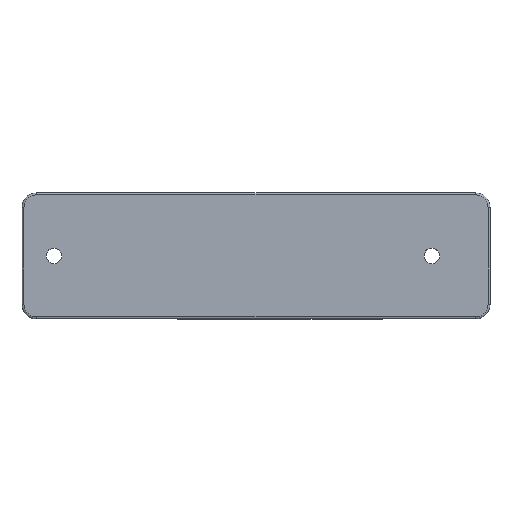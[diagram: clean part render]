
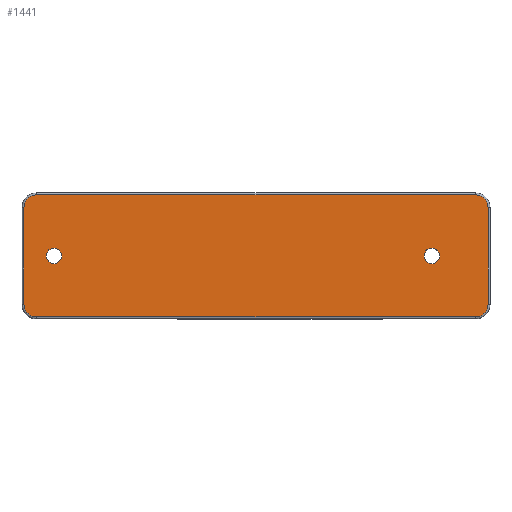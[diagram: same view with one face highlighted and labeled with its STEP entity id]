
A CAD part, top view. The second image highlights one B-rep face of the part: STEP entity #1441.
In plain terms, the highlighted planar face has unit normal (0, 0, 1).
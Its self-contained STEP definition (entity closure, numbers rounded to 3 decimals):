
#21=FACE_BOUND('',#544,.T.);
#22=FACE_BOUND('',#545,.T.);
#44=PLANE('',#1601);
#191=LINE('',#2567,#320);
#192=LINE('',#2576,#321);
#194=LINE('',#2588,#323);
#195=LINE('',#2597,#324);
#320=VECTOR('',#1920,10.);
#321=VECTOR('',#1933,10.);
#323=VECTOR('',#1947,10.);
#324=VECTOR('',#1960,10.);
#453=FACE_OUTER_BOUND('',#543,.T.);
#543=EDGE_LOOP('',(#1236,#1237,#1238,#1239,#1240,#1241,#1242,#1243));
#544=EDGE_LOOP('',(#1244));
#545=EDGE_LOOP('',(#1245));
#609=CIRCLE('',#1582,2.6);
#613=CIRCLE('',#1588,2.6);
#617=CIRCLE('',#1594,2.6);
#619=CIRCLE('',#1598,2.6);
#621=CIRCLE('',#1602,1.6);
#622=CIRCLE('',#1603,1.6);
#722=VERTEX_POINT('',#2564);
#723=VERTEX_POINT('',#2566);
#724=VERTEX_POINT('',#2570);
#725=VERTEX_POINT('',#2574);
#726=VERTEX_POINT('',#2578);
#728=VERTEX_POINT('',#2584);
#730=VERTEX_POINT('',#2590);
#731=VERTEX_POINT('',#2595);
#733=VERTEX_POINT('',#2605);
#734=VERTEX_POINT('',#2607);
#898=EDGE_CURVE('',#722,#723,#191,.T.);
#901=EDGE_CURVE('',#723,#724,#609,.T.);
#903=EDGE_CURVE('',#724,#725,#192,.T.);
#906=EDGE_CURVE('',#725,#726,#613,.T.);
#909=EDGE_CURVE('',#726,#728,#194,.T.);
#912=EDGE_CURVE('',#728,#730,#617,.T.);
#914=EDGE_CURVE('',#730,#731,#195,.T.);
#915=EDGE_CURVE('',#731,#722,#619,.T.);
#918=EDGE_CURVE('',#733,#733,#621,.T.);
#919=EDGE_CURVE('',#734,#734,#622,.T.);
#1236=ORIENTED_EDGE('',*,*,#898,.F.);
#1237=ORIENTED_EDGE('',*,*,#915,.F.);
#1238=ORIENTED_EDGE('',*,*,#914,.F.);
#1239=ORIENTED_EDGE('',*,*,#912,.F.);
#1240=ORIENTED_EDGE('',*,*,#909,.F.);
#1241=ORIENTED_EDGE('',*,*,#906,.F.);
#1242=ORIENTED_EDGE('',*,*,#903,.F.);
#1243=ORIENTED_EDGE('',*,*,#901,.F.);
#1244=ORIENTED_EDGE('',*,*,#918,.T.);
#1245=ORIENTED_EDGE('',*,*,#919,.T.);
#1441=ADVANCED_FACE('',(#453,#21,#22),#44,.T.);
#1582=AXIS2_PLACEMENT_3D('',#2572,#1927,#1928);
#1588=AXIS2_PLACEMENT_3D('',#2582,#1940,#1941);
#1594=AXIS2_PLACEMENT_3D('',#2593,#1954,#1955);
#1598=AXIS2_PLACEMENT_3D('',#2599,#1963,#1964);
#1601=AXIS2_PLACEMENT_3D('',#2604,#1970,#1971);
#1602=AXIS2_PLACEMENT_3D('',#2606,#1972,#1973);
#1603=AXIS2_PLACEMENT_3D('',#2608,#1974,#1975);
#1920=DIRECTION('',(0.,1.,0.));
#1927=DIRECTION('center_axis',(0.,0.,-1.));
#1928=DIRECTION('ref_axis',(-0.707,0.707,0.));
#1933=DIRECTION('',(1.,0.,0.));
#1940=DIRECTION('center_axis',(0.,0.,-1.));
#1941=DIRECTION('ref_axis',(0.707,0.707,0.));
#1947=DIRECTION('',(0.,-1.,0.));
#1954=DIRECTION('center_axis',(0.,0.,-1.));
#1955=DIRECTION('ref_axis',(0.707,-0.707,0.));
#1960=DIRECTION('',(-1.,0.,0.));
#1963=DIRECTION('center_axis',(0.,0.,-1.));
#1964=DIRECTION('ref_axis',(-0.707,-0.707,0.));
#1970=DIRECTION('center_axis',(0.,0.,1.));
#1971=DIRECTION('ref_axis',(1.,0.,0.));
#1972=DIRECTION('center_axis',(0.,0.,-1.));
#1973=DIRECTION('ref_axis',(1.,0.,0.));
#1974=DIRECTION('center_axis',(0.,0.,-1.));
#1975=DIRECTION('ref_axis',(1.,0.,0.));
#2564=CARTESIAN_POINT('',(-46.006,-68.384,0.));
#2566=CARTESIAN_POINT('',(-46.006,-48.384,0.));
#2567=CARTESIAN_POINT('',(-46.006,-64.884,0.));
#2570=CARTESIAN_POINT('',(-43.406,-45.784,0.));
#2572=CARTESIAN_POINT('Origin',(-43.406,-48.384,0.));
#2574=CARTESIAN_POINT('',(47.194,-45.784,0.));
#2576=CARTESIAN_POINT('',(-24.556,-45.784,0.));
#2578=CARTESIAN_POINT('',(49.794,-48.384,0.));
#2582=CARTESIAN_POINT('Origin',(47.194,-48.384,0.));
#2584=CARTESIAN_POINT('',(49.794,-68.384,0.));
#2588=CARTESIAN_POINT('',(49.794,-51.884,0.));
#2590=CARTESIAN_POINT('',(47.194,-70.984,0.));
#2593=CARTESIAN_POINT('Origin',(47.194,-68.384,0.));
#2595=CARTESIAN_POINT('',(-43.406,-70.984,0.));
#2597=CARTESIAN_POINT('',(19.144,-70.984,0.));
#2599=CARTESIAN_POINT('Origin',(-43.406,-68.384,0.));
#2604=CARTESIAN_POINT('Origin',(-2.706,-58.384,0.));
#2605=CARTESIAN_POINT('',(36.594,-58.384,0.));
#2606=CARTESIAN_POINT('Origin',(38.194,-58.384,0.));
#2607=CARTESIAN_POINT('',(-41.406,-58.384,0.));
#2608=CARTESIAN_POINT('Origin',(-39.806,-58.384,0.));
